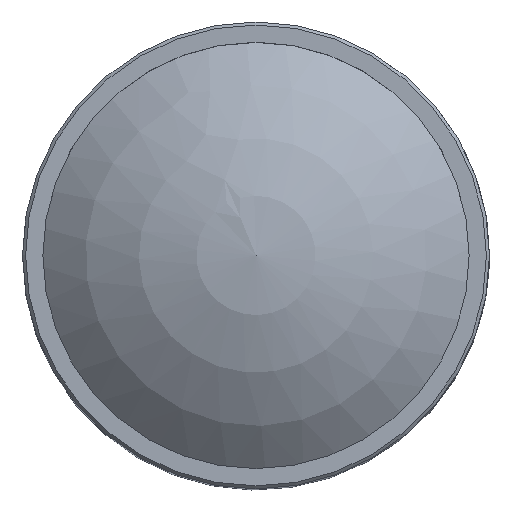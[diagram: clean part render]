
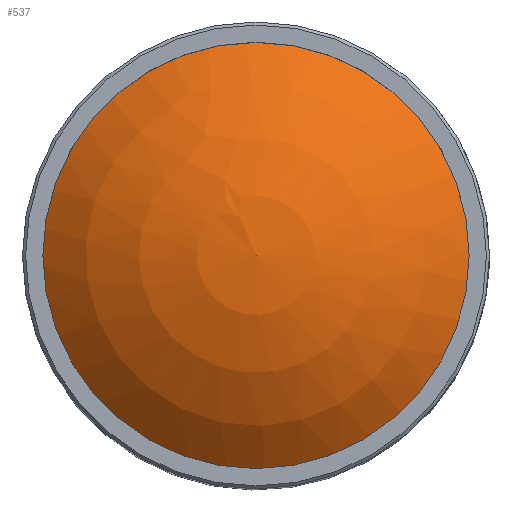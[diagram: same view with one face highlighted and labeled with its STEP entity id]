
A CAD part, top view. The second image highlights one B-rep face of the part: STEP entity #537.
In plain terms, the highlighted spherical face has radius 31.209 mm.
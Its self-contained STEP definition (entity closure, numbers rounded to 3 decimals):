
#29 = DIRECTION ( 'NONE',  ( 0., 0., -1. ) ) ;
#35 = DIRECTION ( 'NONE',  ( 0., 0., 1. ) ) ;
#303 = FACE_OUTER_BOUND ( 'NONE', #700, .T. ) ;
#340 = EDGE_CURVE ( 'NONE', #485, #485, #449, .T. ) ;
#403 = CARTESIAN_POINT ( 'NONE',  ( 0., 0., -534.668 ) ) ;
#449 = CIRCLE ( 'NONE', #579, 21.452 ) ;
#485 = VERTEX_POINT ( 'NONE', #918 ) ;
#537 = ADVANCED_FACE ( 'NONE', ( #303 ), #906, .T. ) ;
#579 = AXIS2_PLACEMENT_3D ( 'NONE', #618, #29, #896 ) ;
#618 = CARTESIAN_POINT ( 'NONE',  ( 0., 0., -512. ) ) ;
#700 = EDGE_LOOP ( 'NONE', ( #923 ) ) ;
#705 = DIRECTION ( 'NONE',  ( -0.383, 0.924, 0. ) ) ;
#730 = AXIS2_PLACEMENT_3D ( 'NONE', #403, #35, #705 ) ;
#896 = DIRECTION ( 'NONE',  ( 0.383, -0.924, 0. ) ) ;
#906 = SPHERICAL_SURFACE ( 'NONE', #730, 31.21 ) ;
#918 = CARTESIAN_POINT ( 'NONE',  ( 8.217, -19.816, -512. ) ) ;
#923 = ORIENTED_EDGE ( 'NONE', *, *, #340, .F. ) ;
